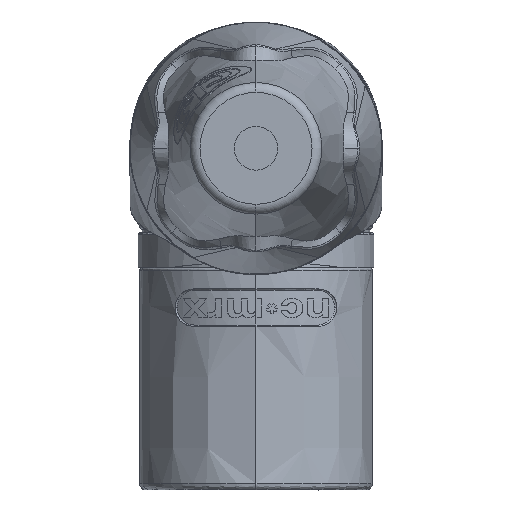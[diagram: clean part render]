
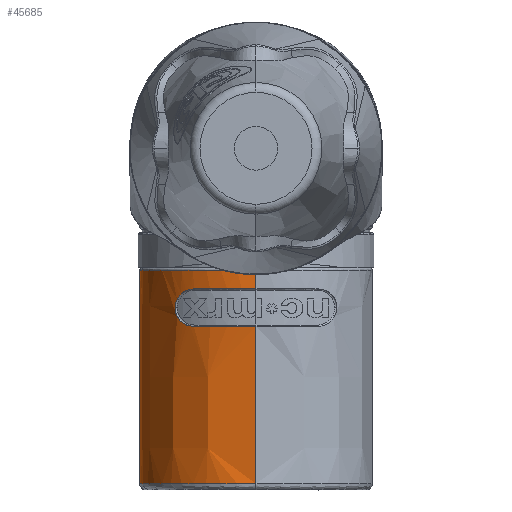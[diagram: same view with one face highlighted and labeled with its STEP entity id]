
A CAD part, front view. The second image highlights one B-rep face of the part: STEP entity #45685.
In plain terms, the highlighted face is a extrusion surface.
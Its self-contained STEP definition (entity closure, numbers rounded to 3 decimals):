
#12251=CARTESIAN_POINT('',(0.,-9.55,6.9));
#12252=CARTESIAN_POINT('',(-0.394,-9.55,6.9));
#12253=CARTESIAN_POINT('',(-1.133,-9.502,6.9));
#12254=CARTESIAN_POINT('',(-2.469,-9.263,6.9));
#12255=CARTESIAN_POINT('',(-3.926,-8.751,6.9));
#12256=CARTESIAN_POINT('',(-5.419,-7.882,6.9));
#12257=CARTESIAN_POINT('',(-6.69,-6.79,6.9));
#12258=CARTESIAN_POINT('',(-7.749,-5.487,6.9));
#12259=CARTESIAN_POINT('',(-8.588,-3.963,6.9));
#12260=CARTESIAN_POINT('',(-9.078,-2.484,6.9));
#12261=CARTESIAN_POINT('',(-9.305,-1.136,6.9));
#12262=CARTESIAN_POINT('',(-9.35,-0.394,6.9));
#12263=CARTESIAN_POINT('',(-9.35,0.,6.9));
#12265=CARTESIAN_POINT('',(-5.,-8.102,5.4));
#12266=CARTESIAN_POINT('',(-4.606,-8.353,5.4));
#12267=CARTESIAN_POINT('',(-3.799,-8.783,5.4));
#12268=CARTESIAN_POINT('',(-2.535,-9.236,5.4));
#12269=CARTESIAN_POINT('',(-1.256,-9.496,5.4));
#12270=CARTESIAN_POINT('',(-0.418,-9.55,5.4));
#12271=CARTESIAN_POINT('',(0.,-9.55,5.4));
#12273=CARTESIAN_POINT('',(-6.5,-6.91,3.9));
#12274=CARTESIAN_POINT('',(-6.5,-6.91,3.994));
#12275=CARTESIAN_POINT('',(-6.483,-6.927,
4.182));
#12276=CARTESIAN_POINT('',(-6.399,-7.008,
4.469));
#12277=CARTESIAN_POINT('',(-6.252,-7.146,
4.748));
#12278=CARTESIAN_POINT('',(-6.032,-7.341,
5.008));
#12279=CARTESIAN_POINT('',(-5.733,-7.587,
5.227));
#12280=CARTESIAN_POINT('',(-5.377,-7.852,
5.367));
#12281=CARTESIAN_POINT('',(-5.129,-8.019,5.4));
#12282=CARTESIAN_POINT('',(-5.,-8.102,5.4));
#12284=CARTESIAN_POINT('',(-5.,-8.102,2.4));
#12285=CARTESIAN_POINT('',(-5.129,-8.019,2.4));
#12286=CARTESIAN_POINT('',(-5.377,-7.852,
2.433));
#12287=CARTESIAN_POINT('',(-5.733,-7.587,
2.573));
#12288=CARTESIAN_POINT('',(-6.032,-7.341,
2.792));
#12289=CARTESIAN_POINT('',(-6.251,-7.146,
3.052));
#12290=CARTESIAN_POINT('',(-6.399,-7.008,
3.33));
#12291=CARTESIAN_POINT('',(-6.483,-6.927,
3.618));
#12292=CARTESIAN_POINT('',(-6.5,-6.91,3.806));
#12293=CARTESIAN_POINT('',(-6.5,-6.91,3.9));
#12295=CARTESIAN_POINT('',(-5.,-8.102,2.4));
#12296=CARTESIAN_POINT('',(-4.606,-8.353,2.4));
#12297=CARTESIAN_POINT('',(-3.799,-8.783,2.4));
#12298=CARTESIAN_POINT('',(-2.535,-9.236,2.4));
#12299=CARTESIAN_POINT('',(-1.256,-9.496,2.4));
#12300=CARTESIAN_POINT('',(-0.418,-9.55,2.4));
#12301=CARTESIAN_POINT('',(0.,-9.55,2.4));
#12303=CARTESIAN_POINT('',(0.,-9.55,-10.25));
#12304=CARTESIAN_POINT('',(-0.394,-9.55,-10.25));
#12305=CARTESIAN_POINT('',(-1.133,-9.502,-10.25));
#12306=CARTESIAN_POINT('',(-2.469,-9.263,-10.25));
#12307=CARTESIAN_POINT('',(-3.926,-8.751,-10.25));
#12308=CARTESIAN_POINT('',(-5.419,-7.882,-10.25));
#12309=CARTESIAN_POINT('',(-6.69,-6.79,-10.25));
#12310=CARTESIAN_POINT('',(-7.749,-5.487,-10.25));
#12311=CARTESIAN_POINT('',(-8.588,-3.963,-10.25));
#12312=CARTESIAN_POINT('',(-9.078,-2.484,-10.25));
#12313=CARTESIAN_POINT('',(-9.305,-1.136,-10.25));
#12314=CARTESIAN_POINT('',(-9.35,-0.394,-10.25));
#12315=CARTESIAN_POINT('',(-9.35,0.,-10.25));
#12317=DIRECTION('',(0.,0.,1.));
#12318=VECTOR('',#12317,17.15);
#12319=CARTESIAN_POINT('',(-9.35,0.,-10.25));
#12320=LINE('',#12319,#12318);
#12630=DIRECTION('',(0.,0.,1.));
#12631=VECTOR('',#12630,12.65);
#12632=CARTESIAN_POINT('',(0.,-9.55,-10.25));
#12633=LINE('',#12632,#12631);
#12672=DIRECTION('',(0.,0.,1.));
#12673=VECTOR('',#12672,1.5);
#12674=CARTESIAN_POINT('',(0.,-9.55,5.4));
#12675=LINE('',#12674,#12673);
#13576=CARTESIAN_POINT('',(-9.35,0.,6.9));
#13582=CARTESIAN_POINT('',(-9.35,0.,-10.25));
#21186=VERTEX_POINT('',#12295);
#21187=VERTEX_POINT('',#12301);
#21188=VERTEX_POINT('',#12293);
#21189=VERTEX_POINT('',#12282);
#21190=VERTEX_POINT('',#12271);
#21452=VERTEX_POINT('',#13582);
#21457=VERTEX_POINT('',#12303);
#21482=VERTEX_POINT('',#13576);
#21484=VERTEX_POINT('',#12251);
#45652=CARTESIAN_POINT('',(-9.35,0.,-10.75));
#45653=CARTESIAN_POINT('',(-9.35,-0.788,-10.75));
#45654=CARTESIAN_POINT('',(-9.175,-2.188,-10.75));
#45655=CARTESIAN_POINT('',(-8.392,-4.554,-10.75));
#45656=CARTESIAN_POINT('',(-6.791,-6.891,-10.75));
#45657=CARTESIAN_POINT('',(-4.509,-8.547,-10.75));
#45658=CARTESIAN_POINT('',(-2.177,-9.365,-10.75));
#45659=CARTESIAN_POINT('',(-0.788,-9.55,-10.75));
#45660=CARTESIAN_POINT('',(0.,-9.55,-10.75));
#45662=DIRECTION('',(0.,0.,-1.));
#45663=VECTOR('',#45662,1.);
#45664=SURFACE_OF_LINEAR_EXTRUSION('',#45661,#45663);
#45666=ORIENTED_EDGE('',*,*,#45665,.F.);
#45668=ORIENTED_EDGE('',*,*,#45667,.F.);
#45670=ORIENTED_EDGE('',*,*,#45669,.F.);
#45672=ORIENTED_EDGE('',*,*,#45671,.F.);
#45674=ORIENTED_EDGE('',*,*,#45673,.F.);
#45676=ORIENTED_EDGE('',*,*,#45675,.T.);
#45678=ORIENTED_EDGE('',*,*,#45677,.F.);
#45680=ORIENTED_EDGE('',*,*,#45679,.T.);
#45682=ORIENTED_EDGE('',*,*,#45681,.T.);
#45683=EDGE_LOOP('',(#45666,#45668,#45670,#45672,#45674,#45676,#45678,#45680,
#45682));
#45684=FACE_OUTER_BOUND('',#45683,.F.);
#45685=ADVANCED_FACE('',(#45684),#45664,.F.);
#12264=B_SPLINE_CURVE_WITH_KNOTS('',3,(#12251,#12252,#12253,#12254,#12255,
#12256,#12257,#12258,#12259,#12260,#12261,#12262,#12263),.UNSPECIFIED.,.F.,.F.,(
4,1,1,1,1,1,1,1,1,1,4),(0.,0.063,0.125,0.25,0.375,0.5,0.625,
0.75,0.875,0.938,1.),.UNSPECIFIED.);
#12272=B_SPLINE_CURVE_WITH_KNOTS('',3,(#12265,#12266,#12267,#12268,#12269,
#12270,#12271),.UNSPECIFIED.,.F.,.F.,(4,1,1,1,4),(0.,0.25,0.5,0.75,
1.),.UNSPECIFIED.);
#12283=B_SPLINE_CURVE_WITH_KNOTS('',3,(#12273,#12274,#12275,#12276,#12277,
#12278,#12279,#12280,#12281,#12282),.UNSPECIFIED.,.F.,.F.,(4,1,1,1,1,1,1,4),(
0.,0.143,0.286,0.429,0.571,
0.714,0.857,1.),.UNSPECIFIED.);
#12294=B_SPLINE_CURVE_WITH_KNOTS('',3,(#12284,#12285,#12286,#12287,#12288,
#12289,#12290,#12291,#12292,#12293),.UNSPECIFIED.,.F.,.F.,(4,1,1,1,1,1,1,4),(
0.,0.143,0.286,0.429,0.571,
0.714,0.857,1.),.UNSPECIFIED.);
#12302=B_SPLINE_CURVE_WITH_KNOTS('',3,(#12295,#12296,#12297,#12298,#12299,
#12300,#12301),.UNSPECIFIED.,.F.,.F.,(4,1,1,1,4),(0.,0.25,0.5,0.75,
1.),.UNSPECIFIED.);
#12316=B_SPLINE_CURVE_WITH_KNOTS('',3,(#12303,#12304,#12305,#12306,#12307,
#12308,#12309,#12310,#12311,#12312,#12313,#12314,#12315),.UNSPECIFIED.,.F.,.F.,(
4,1,1,1,1,1,1,1,1,1,4),(0.,0.063,0.125,0.25,0.375,0.5,0.625,
0.75,0.875,0.938,1.),.UNSPECIFIED.);
#45661=B_SPLINE_CURVE_WITH_KNOTS('',3,(#45652,#45653,#45654,#45655,#45656,
#45657,#45658,#45659,#45660),.UNSPECIFIED.,.F.,.F.,(4,1,1,1,1,1,4),(0.,
0.125,0.25,0.5,0.75,0.875,1.),.UNSPECIFIED.);
#45665=EDGE_CURVE('',#21484,#21482,#12264,.T.);
#45667=EDGE_CURVE('',#21190,#21484,#12675,.T.);
#45669=EDGE_CURVE('',#21189,#21190,#12272,.T.);
#45671=EDGE_CURVE('',#21188,#21189,#12283,.T.);
#45673=EDGE_CURVE('',#21186,#21188,#12294,.T.);
#45675=EDGE_CURVE('',#21186,#21187,#12302,.T.);
#45677=EDGE_CURVE('',#21457,#21187,#12633,.T.);
#45679=EDGE_CURVE('',#21457,#21452,#12316,.T.);
#45681=EDGE_CURVE('',#21452,#21482,#12320,.T.);
